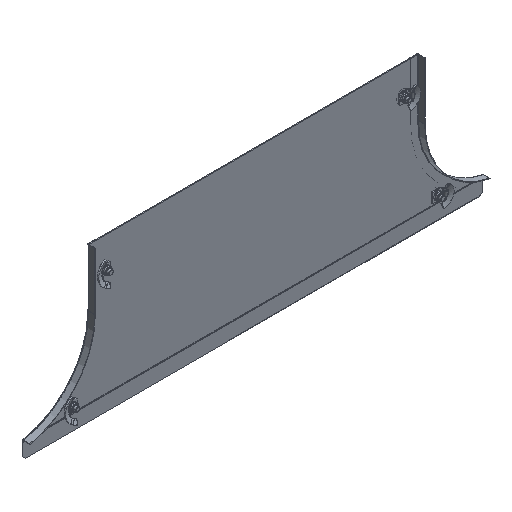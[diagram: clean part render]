
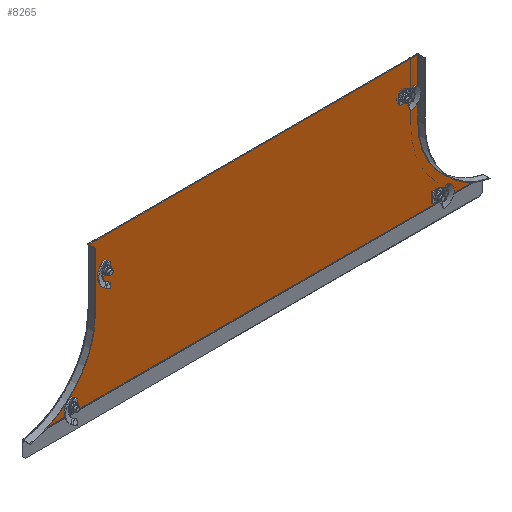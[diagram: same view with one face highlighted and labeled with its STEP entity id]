
A CAD part, isometric view. The second image highlights one B-rep face of the part: STEP entity #8265.
In plain terms, the highlighted planar face has unit normal (0, -1, 0).
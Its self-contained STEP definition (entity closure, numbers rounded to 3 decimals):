
#81 = PLANE ( 'NONE',  #2585 ) ;
#161 = CARTESIAN_POINT ( 'NONE',  ( -300., -1.5, -105. ) ) ;
#203 = ORIENTED_EDGE ( 'NONE', *, *, #7211, .T. ) ;
#219 = CARTESIAN_POINT ( 'NONE',  ( -333.781, -1.5, -246.75 ) ) ;
#263 = VERTEX_POINT ( 'NONE', #719 ) ;
#354 = VERTEX_POINT ( 'NONE', #7363 ) ;
#403 = DIRECTION ( 'NONE',  ( 0., 0., -1. ) ) ;
#533 = CARTESIAN_POINT ( 'NONE',  ( 273., -1.5, -52.5 ) ) ;
#544 = DIRECTION ( 'NONE',  ( 0., 1., 0. ) ) ;
#573 = ORIENTED_EDGE ( 'NONE', *, *, #6085, .T. ) ;
#609 = DIRECTION ( 'NONE',  ( 0., 0., -1. ) ) ;
#673 = CIRCLE ( 'NONE', #7334, 8.25 ) ;
#677 = ORIENTED_EDGE ( 'NONE', *, *, #3654, .T. ) ;
#719 = CARTESIAN_POINT ( 'NONE',  ( 300., -1.5, 0. ) ) ;
#747 = ORIENTED_EDGE ( 'NONE', *, *, #1361, .F. ) ;
#886 = CIRCLE ( 'NONE', #6503, 8.25 ) ;
#975 = CARTESIAN_POINT ( 'NONE',  ( -333.781, -1.5, -238.5 ) ) ;
#985 = CARTESIAN_POINT ( 'NONE',  ( 273., -1.5, -52.5 ) ) ;
#1005 = DIRECTION ( 'NONE',  ( 0., 0., -1. ) ) ;
#1038 = DIRECTION ( 'NONE',  ( 0., -1., 0. ) ) ;
#1211 = CIRCLE ( 'NONE', #4121, 8.25 ) ;
#1293 = LINE ( 'NONE', #3734, #1705 ) ;
#1361 = EDGE_CURVE ( 'NONE', #1724, #1701, #7985, .T. ) ;
#1375 = EDGE_CURVE ( 'NONE', #3164, #263, #8311, .T. ) ;
#1376 = AXIS2_PLACEMENT_3D ( 'NONE', #533, #4312, #1805 ) ;
#1403 = FACE_BOUND ( 'NONE', #8266, .T. ) ;
#1446 = CARTESIAN_POINT ( 'NONE',  ( 333.781, -1.5, -230.25 ) ) ;
#1701 = VERTEX_POINT ( 'NONE', #5296 ) ;
#1705 = VECTOR ( 'NONE', #1894, 1000. ) ;
#1724 = VERTEX_POINT ( 'NONE', #2876 ) ;
#1804 = CIRCLE ( 'NONE', #1376, 8.25 ) ;
#1805 = DIRECTION ( 'NONE',  ( 0., 0., -1. ) ) ;
#1894 = DIRECTION ( 'NONE',  ( 0., 0., 1. ) ) ;
#1915 = FACE_OUTER_BOUND ( 'NONE', #3383, .T. ) ;
#2086 = ORIENTED_EDGE ( 'NONE', *, *, #4026, .F. ) ;
#2278 = EDGE_CURVE ( 'NONE', #4905, #3897, #3443, .T. ) ;
#2365 = ORIENTED_EDGE ( 'NONE', *, *, #5878, .F. ) ;
#2399 = AXIS2_PLACEMENT_3D ( 'NONE', #2967, #4159, #8086 ) ;
#2429 = EDGE_LOOP ( 'NONE', ( #2929, #6420 ) ) ;
#2524 = CARTESIAN_POINT ( 'NONE',  ( 333.781, -1.5, -246.75 ) ) ;
#2573 = EDGE_CURVE ( 'NONE', #2589, #8243, #7595, .T. ) ;
#2585 = AXIS2_PLACEMENT_3D ( 'NONE', #6012, #3998, #7198 ) ;
#2589 = VERTEX_POINT ( 'NONE', #8346 ) ;
#2626 = CIRCLE ( 'NONE', #3040, 8.25 ) ;
#2716 = FACE_BOUND ( 'NONE', #2429, .T. ) ;
#2868 = EDGE_CURVE ( 'NONE', #7850, #3503, #2626, .T. ) ;
#2876 = CARTESIAN_POINT ( 'NONE',  ( 300., -1.5, -105. ) ) ;
#2929 = ORIENTED_EDGE ( 'NONE', *, *, #3675, .T. ) ;
#2946 = EDGE_CURVE ( 'NONE', #7728, #6727, #886, .T. ) ;
#2967 = CARTESIAN_POINT ( 'NONE',  ( 333.781, -1.5, -238.5 ) ) ;
#3040 = AXIS2_PLACEMENT_3D ( 'NONE', #7396, #8034, #7949 ) ;
#3078 = ORIENTED_EDGE ( 'NONE', *, *, #1375, .F. ) ;
#3129 = DIRECTION ( 'NONE',  ( 0., 0., -1. ) ) ;
#3164 = VERTEX_POINT ( 'NONE', #6629 ) ;
#3258 = EDGE_LOOP ( 'NONE', ( #7462, #677 ) ) ;
#3304 = AXIS2_PLACEMENT_3D ( 'NONE', #4473, #4498, #4551 ) ;
#3311 = LINE ( 'NONE', #5561, #7063 ) ;
#3383 = EDGE_LOOP ( 'NONE', ( #3398, #203, #747, #2365, #3078, #2086 ) ) ;
#3398 = ORIENTED_EDGE ( 'NONE', *, *, #2573, .F. ) ;
#3443 = CIRCLE ( 'NONE', #5965, 8.25 ) ;
#3503 = VERTEX_POINT ( 'NONE', #219 ) ;
#3595 = DIRECTION ( 'NONE',  ( 0., 0., -1. ) ) ;
#3654 = EDGE_CURVE ( 'NONE', #5744, #354, #1211, .T. ) ;
#3675 = EDGE_CURVE ( 'NONE', #6727, #7728, #4648, .T. ) ;
#3734 = CARTESIAN_POINT ( 'NONE',  ( -300., -1.5, -105. ) ) ;
#3801 = ORIENTED_EDGE ( 'NONE', *, *, #2278, .T. ) ;
#3897 = VERTEX_POINT ( 'NONE', #4267 ) ;
#3998 = DIRECTION ( 'NONE',  ( 0., -1., 0. ) ) ;
#4026 = EDGE_CURVE ( 'NONE', #8243, #3164, #1293, .T. ) ;
#4041 = CIRCLE ( 'NONE', #7677, 8.25 ) ;
#4121 = AXIS2_PLACEMENT_3D ( 'NONE', #985, #4219, #3595 ) ;
#4159 = DIRECTION ( 'NONE',  ( 0., 1., 0. ) ) ;
#4219 = DIRECTION ( 'NONE',  ( 0., 1., 0. ) ) ;
#4267 = CARTESIAN_POINT ( 'NONE',  ( -273., -1.5, -60.75 ) ) ;
#4298 = CARTESIAN_POINT ( 'NONE',  ( -300., -1.5, 0. ) ) ;
#4312 = DIRECTION ( 'NONE',  ( 0., 1., 0. ) ) ;
#4473 = CARTESIAN_POINT ( 'NONE',  ( -450., -1.5, -105. ) ) ;
#4487 = DIRECTION ( 'NONE',  ( 0., 1., 0. ) ) ;
#4498 = DIRECTION ( 'NONE',  ( 0., -1., 0. ) ) ;
#4551 = DIRECTION ( 'NONE',  ( 0., 0., -1. ) ) ;
#4648 = CIRCLE ( 'NONE', #2399, 8.25 ) ;
#4803 = EDGE_LOOP ( 'NONE', ( #3801, #573 ) ) ;
#4905 = VERTEX_POINT ( 'NONE', #7270 ) ;
#4977 = DIRECTION ( 'NONE',  ( 0., 0., -1. ) ) ;
#5296 = CARTESIAN_POINT ( 'NONE',  ( 419.976, -1.5, -251.964 ) ) ;
#5387 = CARTESIAN_POINT ( 'NONE',  ( 273., -1.5, -60.75 ) ) ;
#5561 = CARTESIAN_POINT ( 'NONE',  ( 300., -1.5, 0. ) ) ;
#5744 = VERTEX_POINT ( 'NONE', #5387 ) ;
#5762 = FACE_BOUND ( 'NONE', #3258, .T. ) ;
#5765 = DIRECTION ( 'NONE',  ( 1., 0., 0. ) ) ;
#5813 = CARTESIAN_POINT ( 'NONE',  ( -273., -1.5, -52.5 ) ) ;
#5829 = DIRECTION ( 'NONE',  ( 0., 1., 0. ) ) ;
#5856 = ORIENTED_EDGE ( 'NONE', *, *, #2868, .T. ) ;
#5874 = VECTOR ( 'NONE', #7469, 1000. ) ;
#5878 = EDGE_CURVE ( 'NONE', #263, #1724, #3311, .T. ) ;
#5944 = DIRECTION ( 'NONE',  ( 0., 0., -1. ) ) ;
#5965 = AXIS2_PLACEMENT_3D ( 'NONE', #5813, #544, #3129 ) ;
#6012 = CARTESIAN_POINT ( 'NONE',  ( 450., -1.5, -105. ) ) ;
#6085 = EDGE_CURVE ( 'NONE', #3897, #4905, #673, .T. ) ;
#6158 = DIRECTION ( 'NONE',  ( 0., 1., 0. ) ) ;
#6391 = EDGE_CURVE ( 'NONE', #354, #5744, #1804, .T. ) ;
#6420 = ORIENTED_EDGE ( 'NONE', *, *, #2946, .T. ) ;
#6470 = LINE ( 'NONE', #7736, #7373 ) ;
#6503 = AXIS2_PLACEMENT_3D ( 'NONE', #6541, #5829, #5944 ) ;
#6541 = CARTESIAN_POINT ( 'NONE',  ( 333.781, -1.5, -238.5 ) ) ;
#6629 = CARTESIAN_POINT ( 'NONE',  ( -300., -1.5, 0. ) ) ;
#6666 = FACE_BOUND ( 'NONE', #4803, .T. ) ;
#6727 = VERTEX_POINT ( 'NONE', #1446 ) ;
#7063 = VECTOR ( 'NONE', #4977, 1000. ) ;
#7180 = CARTESIAN_POINT ( 'NONE',  ( -333.781, -1.5, -230.25 ) ) ;
#7198 = DIRECTION ( 'NONE',  ( 0., 0., -1. ) ) ;
#7211 = EDGE_CURVE ( 'NONE', #2589, #1701, #6470, .T. ) ;
#7270 = CARTESIAN_POINT ( 'NONE',  ( -273., -1.5, -44.25 ) ) ;
#7334 = AXIS2_PLACEMENT_3D ( 'NONE', #8361, #4487, #609 ) ;
#7363 = CARTESIAN_POINT ( 'NONE',  ( 273., -1.5, -44.25 ) ) ;
#7373 = VECTOR ( 'NONE', #5765, 1000. ) ;
#7396 = CARTESIAN_POINT ( 'NONE',  ( -333.781, -1.5, -238.5 ) ) ;
#7462 = ORIENTED_EDGE ( 'NONE', *, *, #6391, .T. ) ;
#7469 = DIRECTION ( 'NONE',  ( 1., 0., 0. ) ) ;
#7595 = CIRCLE ( 'NONE', #3304, 150. ) ;
#7677 = AXIS2_PLACEMENT_3D ( 'NONE', #975, #6158, #1005 ) ;
#7728 = VERTEX_POINT ( 'NONE', #2524 ) ;
#7736 = CARTESIAN_POINT ( 'NONE',  ( 450., -1.5, -251.964 ) ) ;
#7823 = ORIENTED_EDGE ( 'NONE', *, *, #8012, .T. ) ;
#7850 = VERTEX_POINT ( 'NONE', #7180 ) ;
#7894 = AXIS2_PLACEMENT_3D ( 'NONE', #8172, #1038, #403 ) ;
#7949 = DIRECTION ( 'NONE',  ( 0., 0., -1. ) ) ;
#7985 = CIRCLE ( 'NONE', #7894, 150. ) ;
#8012 = EDGE_CURVE ( 'NONE', #3503, #7850, #4041, .T. ) ;
#8034 = DIRECTION ( 'NONE',  ( 0., 1., 0. ) ) ;
#8086 = DIRECTION ( 'NONE',  ( 0., 0., -1. ) ) ;
#8172 = CARTESIAN_POINT ( 'NONE',  ( 450., -1.5, -105. ) ) ;
#8243 = VERTEX_POINT ( 'NONE', #161 ) ;
#8265 = ADVANCED_FACE ( 'NONE', ( #1403, #6666, #2716, #5762, #1915 ), #81, .T. ) ;
#8266 = EDGE_LOOP ( 'NONE', ( #5856, #7823 ) ) ;
#8311 = LINE ( 'NONE', #4298, #5874 ) ;
#8346 = CARTESIAN_POINT ( 'NONE',  ( -419.976, -1.5, -251.964 ) ) ;
#8361 = CARTESIAN_POINT ( 'NONE',  ( -273., -1.5, -52.5 ) ) ;
